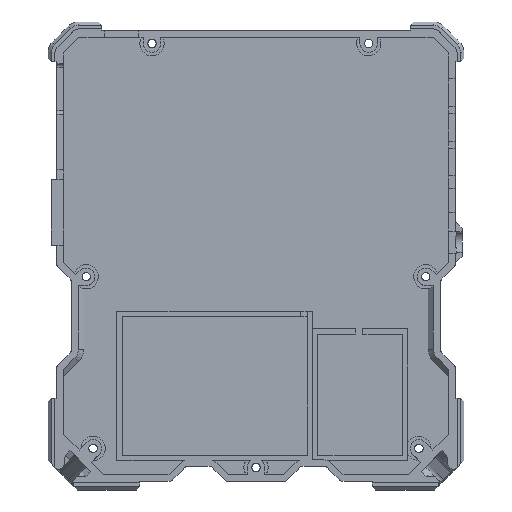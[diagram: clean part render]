
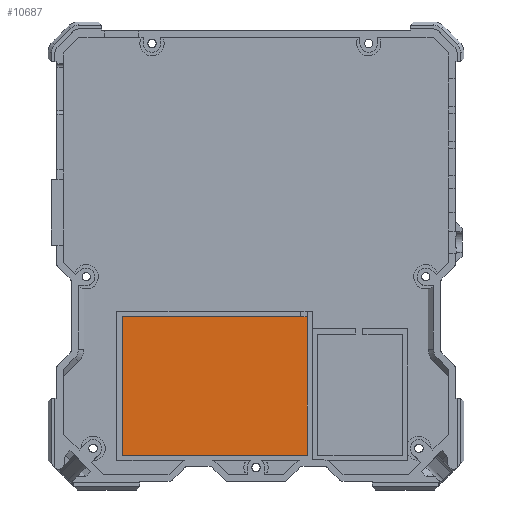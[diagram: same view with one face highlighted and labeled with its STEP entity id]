
A CAD part, top view. The second image highlights one B-rep face of the part: STEP entity #10687.
In plain terms, the highlighted planar face has unit normal (0, 0, 1).
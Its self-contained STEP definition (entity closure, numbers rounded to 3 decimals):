
#5728 = VERTEX_POINT('',#5729);
#5729 = CARTESIAN_POINT('',(14.84,-57.5,1.5));
#5735 = EDGE_CURVE('',#5728,#5736,#5738,.T.);
#5736 = VERTEX_POINT('',#5737);
#5737 = CARTESIAN_POINT('',(14.84,-17.5,1.5));
#5738 = LINE('',#5739,#5740);
#5739 = CARTESIAN_POINT('',(14.84,-9.732,1.5));
#5740 = VECTOR('',#5741,1.);
#5741 = DIRECTION('',(0.,1.,0.));
#5810 = EDGE_CURVE('',#5811,#5728,#5813,.T.);
#5811 = VERTEX_POINT('',#5812);
#5812 = CARTESIAN_POINT('',(0.,-57.5,1.5));
#5813 = LINE('',#5814,#5815);
#5814 = CARTESIAN_POINT('',(7.42,-57.5,1.5));
#5815 = VECTOR('',#5816,1.);
#5816 = DIRECTION('',(1.,0.,0.));
#5821 = VERTEX_POINT('',#5822);
#5822 = CARTESIAN_POINT('',(-38.66,-57.5,1.5));
#5828 = EDGE_CURVE('',#5821,#5811,#5829,.T.);
#5829 = LINE('',#5830,#5831);
#5830 = CARTESIAN_POINT('',(7.42,-57.5,1.5));
#5831 = VECTOR('',#5832,1.);
#5832 = DIRECTION('',(1.,0.,0.));
#5892 = EDGE_CURVE('',#5893,#5821,#5895,.T.);
#5893 = VERTEX_POINT('',#5894);
#5894 = CARTESIAN_POINT('',(-38.66,-17.5,1.5));
#5895 = LINE('',#5896,#5897);
#5896 = CARTESIAN_POINT('',(-38.66,-30.482,1.5));
#5897 = VECTOR('',#5898,1.);
#5898 = DIRECTION('',(0.,-1.,0.));
#5970 = EDGE_CURVE('',#5736,#5893,#5971,.T.);
#5971 = LINE('',#5972,#5973);
#5972 = CARTESIAN_POINT('',(6.42,-17.5,1.5));
#5973 = VECTOR('',#5974,1.);
#5974 = DIRECTION('',(-1.,0.,0.));
#10687 = ADVANCED_FACE('',(#10688),#10695,.T.);
#10688 = FACE_BOUND('',#10689,.T.);
#10689 = EDGE_LOOP('',(#10690,#10691,#10692,#10693,#10694));
#10690 = ORIENTED_EDGE('',*,*,#5892,.T.);
#10691 = ORIENTED_EDGE('',*,*,#5828,.T.);
#10692 = ORIENTED_EDGE('',*,*,#5810,.T.);
#10693 = ORIENTED_EDGE('',*,*,#5735,.T.);
#10694 = ORIENTED_EDGE('',*,*,#5970,.T.);
#10695 = PLANE('',#10696);
#10696 = AXIS2_PLACEMENT_3D('',#10697,#10698,#10699);
#10697 = CARTESIAN_POINT('',(0.,-3.464,1.5));
#10698 = DIRECTION('',(0.,0.,1.));
#10699 = DIRECTION('',(1.,0.,0.));
